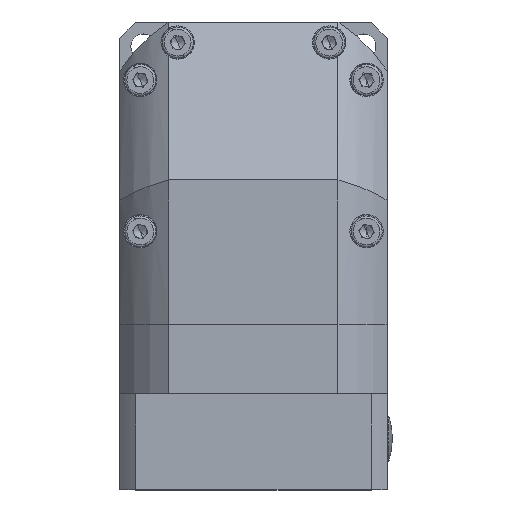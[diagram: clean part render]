
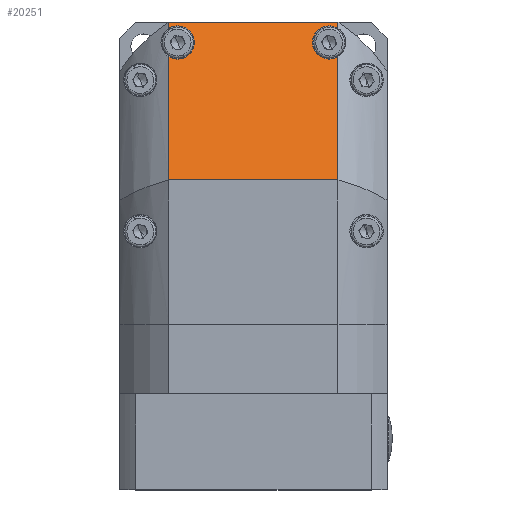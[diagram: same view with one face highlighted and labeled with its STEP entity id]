
A CAD part, top view. The second image highlights one B-rep face of the part: STEP entity #20251.
In plain terms, the highlighted planar face has unit normal (0, 0.707, 0.707).
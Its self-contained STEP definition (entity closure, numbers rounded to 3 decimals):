
#275 = EDGE_LOOP ( 'NONE', ( #1479, #1480, #1481, #1482, #1483, #1484, #1485, #1486, #1487, #1488 ) ) ;
#1479 = ORIENTED_EDGE ( 'NONE', *, *, #1639, .T. ) ;
#1480 = ORIENTED_EDGE ( 'NONE', *, *, #1640, .T. ) ;
#1481 = ORIENTED_EDGE ( 'NONE', *, *, #20837, .T. ) ;
#1482 = ORIENTED_EDGE ( 'NONE', *, *, #1641, .T. ) ;
#1483 = ORIENTED_EDGE ( 'NONE', *, *, #1642, .T. ) ;
#1484 = ORIENTED_EDGE ( 'NONE', *, *, #1643, .F. ) ;
#1485 = ORIENTED_EDGE ( 'NONE', *, *, #20846, .T. ) ;
#1486 = ORIENTED_EDGE ( 'NONE', *, *, #1644, .T. ) ;
#1487 = ORIENTED_EDGE ( 'NONE', *, *, #1645, .F. ) ;
#1488 = ORIENTED_EDGE ( 'NONE', *, *, #1646, .F. ) ;
#1639 = EDGE_CURVE ( 'NONE', #21022, #21023, #9608, .T. ) ;
#1640 = EDGE_CURVE ( 'NONE', #21023, #20984, #16308, .T. ) ;
#1641 = EDGE_CURVE ( 'NONE', #20985, #20994, #9614, .T. ) ;
#1642 = EDGE_CURVE ( 'NONE', #20994, #21029, #9617, .T. ) ;
#1643 = EDGE_CURVE ( 'NONE', #20962, #21029, #9618, .T. ) ;
#1644 = EDGE_CURVE ( 'NONE', #20988, #21027, #16309, .T. ) ;
#1645 = EDGE_CURVE ( 'NONE', #21030, #21027, #9620, .T. ) ;
#1646 = EDGE_CURVE ( 'NONE', #21022, #21030, #9623, .T. ) ;
#9608 = LINE ( 'NONE', #10183, #9615 ) ;
#9612 = VECTOR ( 'NONE', #10194, 1000. ) ;
#9614 = LINE ( 'NONE', #10193, #9612 ) ;
#9615 = VECTOR ( 'NONE', #10188, 1000. ) ;
#9616 = VECTOR ( 'NONE', #10204, 1000. ) ;
#9617 = LINE ( 'NONE', #10195, #9619 ) ;
#9618 = LINE ( 'NONE', #10197, #9621 ) ;
#9619 = VECTOR ( 'NONE', #10196, 1000. ) ;
#9620 = LINE ( 'NONE', #10203, #9616 ) ;
#9621 = VECTOR ( 'NONE', #10199, 1000. ) ;
#9623 = LINE ( 'NONE', #10205, #9625 ) ;
#9625 = VECTOR ( 'NONE', #10207, 1000. ) ;
#10182 = CARTESIAN_POINT ( 'NONE',  ( 16.157, 30.34, 76.66 ) ) ;
#10183 = CARTESIAN_POINT ( 'NONE',  ( -18.98, 54.5, 52.5 ) ) ;
#10187 = CARTESIAN_POINT ( 'NONE',  ( -13.25, 28.725, 78.275 ) ) ;
#10188 = DIRECTION ( 'NONE',  ( 0., -0.707, 0.707 ) ) ;
#10189 = CARTESIAN_POINT ( 'NONE',  ( -16.157, 30.34, 76.66 ) ) ;
#10191 = CARTESIAN_POINT ( 'NONE',  ( -18.98, 28.585, 78.415 ) ) ;
#10192 = CARTESIAN_POINT ( 'NONE',  ( -13.25, 25.4, 81.6 ) ) ;
#10193 = CARTESIAN_POINT ( 'NONE',  ( -18.98, 54.5, 52.5 ) ) ;
#10194 = DIRECTION ( 'NONE',  ( 0., -0.707, 0.707 ) ) ;
#10195 = CARTESIAN_POINT ( 'NONE',  ( -30., -5.5, 112.5 ) ) ;
#10196 = DIRECTION ( 'NONE',  ( 1., 0., 0. ) ) ;
#10197 = CARTESIAN_POINT ( 'NONE',  ( 18.98, 54.5, 52.5 ) ) ;
#10198 = CARTESIAN_POINT ( 'NONE',  ( 13.25, 28.725, 78.275 ) ) ;
#10199 = DIRECTION ( 'NONE',  ( 0., -0.707, 0.707 ) ) ;
#10201 = CARTESIAN_POINT ( 'NONE',  ( 13.25, 25.4, 81.6 ) ) ;
#10202 = CARTESIAN_POINT ( 'NONE',  ( 18.98, 28.585, 78.415 ) ) ;
#10203 = CARTESIAN_POINT ( 'NONE',  ( 18.98, 54.5, 52.5 ) ) ;
#10204 = DIRECTION ( 'NONE',  ( 0., -0.707, 0.707 ) ) ;
#10205 = CARTESIAN_POINT ( 'NONE',  ( -30., 30., 77. ) ) ;
#10207 = DIRECTION ( 'NONE',  ( 1., 0., 0. ) ) ;
#13707 =( BOUNDED_CURVE ( )  B_SPLINE_CURVE ( 3, ( #19576, #19577, #19583, #19584 ),
 .UNSPECIFIED., .F., .F. ) 
 B_SPLINE_CURVE_WITH_KNOTS ( ( 4, 4 ),
 ( 1.571, 3.698 ),
 .UNSPECIFIED. ) 
 CURVE ( )  GEOMETRIC_REPRESENTATION_ITEM ( )  RATIONAL_B_SPLINE_CURVE ( ( 1., 0.657, 0.657, 1. ) ) 
 REPRESENTATION_ITEM ( '' )  );
#13710 =( BOUNDED_CURVE ( )  B_SPLINE_CURVE ( 3, ( #19616, #19617, #19623, #19624 ),
 .UNSPECIFIED., .F., .F. ) 
 B_SPLINE_CURVE_WITH_KNOTS ( ( 4, 4 ),
 ( 2.585, 4.712 ),
 .UNSPECIFIED. ) 
 CURVE ( )  GEOMETRIC_REPRESENTATION_ITEM ( )  RATIONAL_B_SPLINE_CURVE ( ( 1., 0.657, 0.657, 1. ) ) 
 REPRESENTATION_ITEM ( '' )  );
#14812 = FACE_OUTER_BOUND ( 'NONE', #275, .T. ) ;
#16308 =( BOUNDED_CURVE ( )  B_SPLINE_CURVE ( 3, ( #10191, #10189, #10187, #10192 ),
 .UNSPECIFIED., .F., .F. ) 
 B_SPLINE_CURVE_WITH_KNOTS ( ( 4, 4 ),
 ( 5.727, 7.854 ),
 .UNSPECIFIED. ) 
 CURVE ( )  GEOMETRIC_REPRESENTATION_ITEM ( )  RATIONAL_B_SPLINE_CURVE ( ( 1., 0.657, 0.657, 1. ) ) 
 REPRESENTATION_ITEM ( '' )  );
#16309 =( BOUNDED_CURVE ( )  B_SPLINE_CURVE ( 3, ( #10201, #10198, #10182, #10202 ),
 .UNSPECIFIED., .F., .F. ) 
 B_SPLINE_CURVE_WITH_KNOTS ( ( 4, 4 ),
 ( 4.712, 6.84 ),
 .UNSPECIFIED. ) 
 CURVE ( )  GEOMETRIC_REPRESENTATION_ITEM ( )  RATIONAL_B_SPLINE_CURVE ( ( 1., 0.657, 0.657, 1. ) ) 
 REPRESENTATION_ITEM ( '' )  );
#17754 = CARTESIAN_POINT ( 'NONE',  ( -30., 30., 77. ) ) ;
#17756 = PLANE ( 'NONE',  #18289 ) ;
#17759 = DIRECTION ( 'NONE',  ( 0., -0.707, -0.707 ) ) ;
#17760 = DIRECTION ( 'NONE',  ( 0., -0.707, 0.707 ) ) ;
#18289 = AXIS2_PLACEMENT_3D ( 'NONE', #17754, #17759, #17760 ) ;
#19576 = CARTESIAN_POINT ( 'NONE',  ( -13.25, 25.4, 81.6 ) ) ;
#19577 = CARTESIAN_POINT ( 'NONE',  ( -13.25, 22.075, 84.925 ) ) ;
#19583 = CARTESIAN_POINT ( 'NONE',  ( -16.157, 20.46, 86.54 ) ) ;
#19584 = CARTESIAN_POINT ( 'NONE',  ( -18.98, 22.215, 84.785 ) ) ;
#19616 = CARTESIAN_POINT ( 'NONE',  ( 18.98, 22.215, 84.785 ) ) ;
#19617 = CARTESIAN_POINT ( 'NONE',  ( 16.157, 20.46, 86.54 ) ) ;
#19623 = CARTESIAN_POINT ( 'NONE',  ( 13.25, 22.075, 84.925 ) ) ;
#19624 = CARTESIAN_POINT ( 'NONE',  ( 13.25, 25.4, 81.6 ) ) ;
#19891 = CARTESIAN_POINT ( 'NONE',  ( 18.98, 22.215, 84.785 ) ) ;
#19913 = CARTESIAN_POINT ( 'NONE',  ( -13.25, 25.4, 81.6 ) ) ;
#19914 = CARTESIAN_POINT ( 'NONE',  ( -18.98, 22.215, 84.785 ) ) ;
#19917 = CARTESIAN_POINT ( 'NONE',  ( 13.25, 25.4, 81.6 ) ) ;
#19923 = CARTESIAN_POINT ( 'NONE',  ( -18.98, -5.5, 112.5 ) ) ;
#19951 = CARTESIAN_POINT ( 'NONE',  ( -18.98, 30., 77. ) ) ;
#19952 = CARTESIAN_POINT ( 'NONE',  ( -18.98, 28.585, 78.415 ) ) ;
#19956 = CARTESIAN_POINT ( 'NONE',  ( 18.98, 28.585, 78.415 ) ) ;
#19958 = CARTESIAN_POINT ( 'NONE',  ( 18.98, -5.5, 112.5 ) ) ;
#19959 = CARTESIAN_POINT ( 'NONE',  ( 18.98, 30., 77. ) ) ;
#20251 = ADVANCED_FACE ( 'NONE', ( #14812 ), #17756, .F. ) ;
#20837 = EDGE_CURVE ( 'NONE', #20984, #20985, #13707, .T. ) ;
#20846 = EDGE_CURVE ( 'NONE', #20962, #20988, #13710, .T. ) ;
#20962 = VERTEX_POINT ( 'NONE', #19891 ) ;
#20984 = VERTEX_POINT ( 'NONE', #19913 ) ;
#20985 = VERTEX_POINT ( 'NONE', #19914 ) ;
#20988 = VERTEX_POINT ( 'NONE', #19917 ) ;
#20994 = VERTEX_POINT ( 'NONE', #19923 ) ;
#21022 = VERTEX_POINT ( 'NONE', #19951 ) ;
#21023 = VERTEX_POINT ( 'NONE', #19952 ) ;
#21027 = VERTEX_POINT ( 'NONE', #19956 ) ;
#21029 = VERTEX_POINT ( 'NONE', #19958 ) ;
#21030 = VERTEX_POINT ( 'NONE', #19959 ) ;
